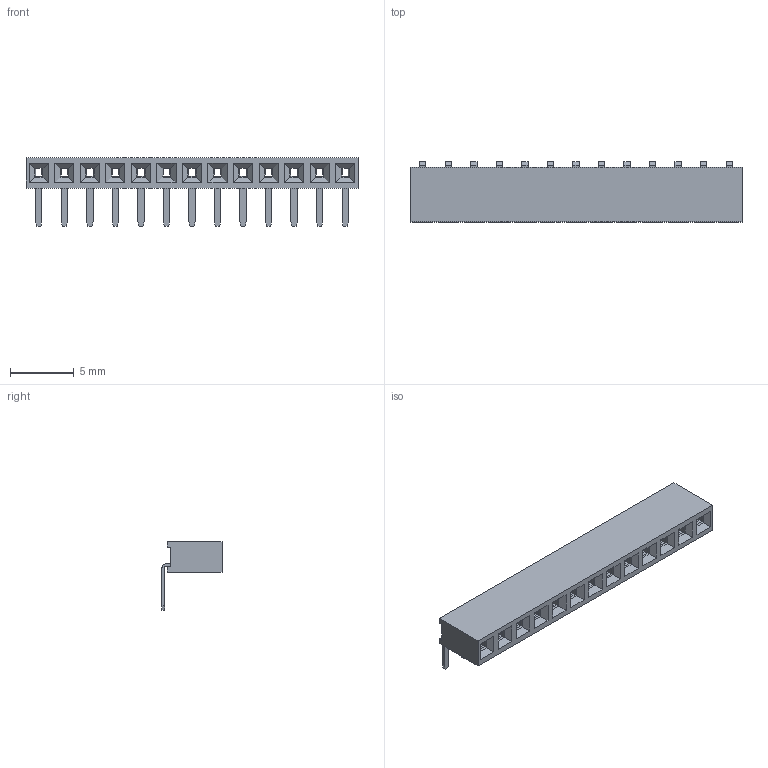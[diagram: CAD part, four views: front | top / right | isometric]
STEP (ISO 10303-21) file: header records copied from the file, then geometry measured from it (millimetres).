
FILE_DESCRIPTION(('STEP AP214'), '1');
FILE_NAME('PBS2-R1', '', ('UNSPECIFIED'), ('UNSPECIFIED'), 'ASCON STEP Converter 1.6', 'ASCON Math Kernel', '');
FILE_SCHEMA(('AUTOMOTIVE_DESIGN { 1 0 10303 214 3 1 1}'));
Length unit declared in the file: millimetre
Bounding box: 26 x 4.7 x 5.4 mm (x, y, z)
Volume: 179.7 mm3; surface area: 1032.9 mm2
Topology: 14 solids, 14 shells, 855 faces, 2325 edges, 1498 vertices
Faces by surface type: plane 660, cylinder 195
Entity records: 33571 total; most frequent: CARTESIAN_POINT 4679, ORIENTED_EDGE 4650, DIRECTION 4427, EDGE_CURVE 2325, LINE 1935, VECTOR 1935, VERTEX_POINT 1498, AXIS2_PLACEMENT_3D 1246
